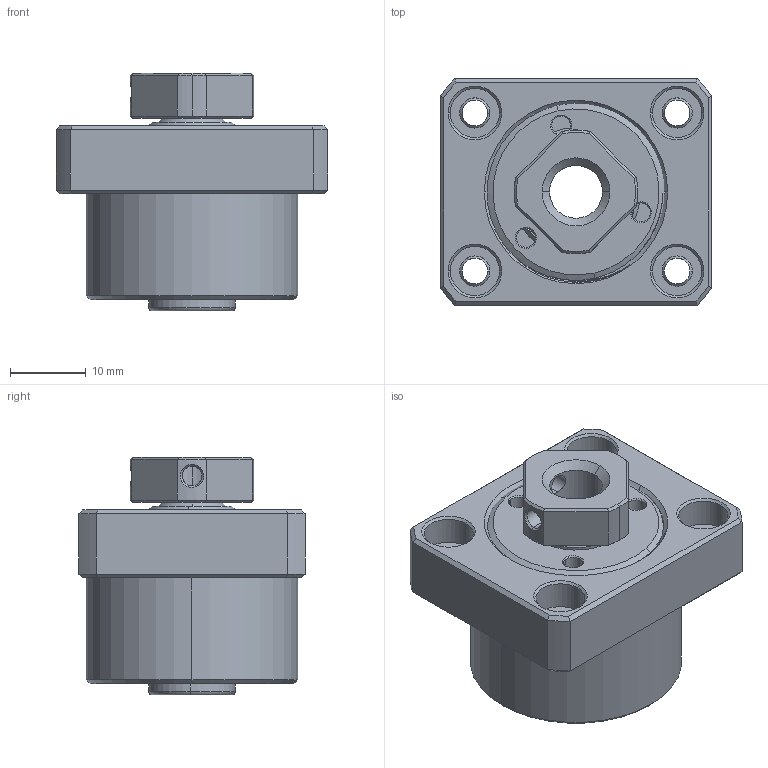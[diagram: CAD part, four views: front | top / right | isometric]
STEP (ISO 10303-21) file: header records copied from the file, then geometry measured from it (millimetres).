
FILE_DESCRIPTION(/* description */ ('Alibre Inc.'),/* implementation_level */ '2;1');
FILE_NAME(/* name */ 'export-8873287B-C8FC-4B51-AE46-ABA1832B87F7',/* time_stamp */ '2024-05-25T12:36:11+02:00',/* author */ (''),/* organization */ (''),/* preprocessor_version */ 'ST-DEVELOPER v17',/* originating_system */ 'Alibre',/* authorisation */ '');
FILE_SCHEMA (('AUTOMOTIVE_DESIGN'));
Length unit declared in the file: millimetre
Products named in the file (1): FKA08²Õ¦X¥óA
Bounding box: 36 x 30 x 31.5 mm (x, y, z)
Surface area: 7378.1 mm2 (no closed solid volume)
Topology: 0 solids, 7 shells, 169 faces, 401 edges, 245 vertices
Faces by surface type: cylinder 57, cone 56, plane 38, torus 12, bspline 6
Entity records: 6105 total; most frequent: CARTESIAN_POINT 2239, DIRECTION 816, ORIENTED_EDGE 735, EDGE_CURVE 401, AXIS2_PLACEMENT_3D 364, VERTEX_POINT 245, CIRCLE 201, EDGE_LOOP 197
